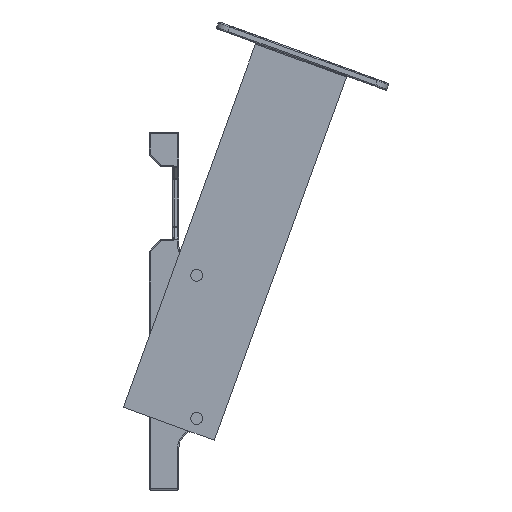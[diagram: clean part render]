
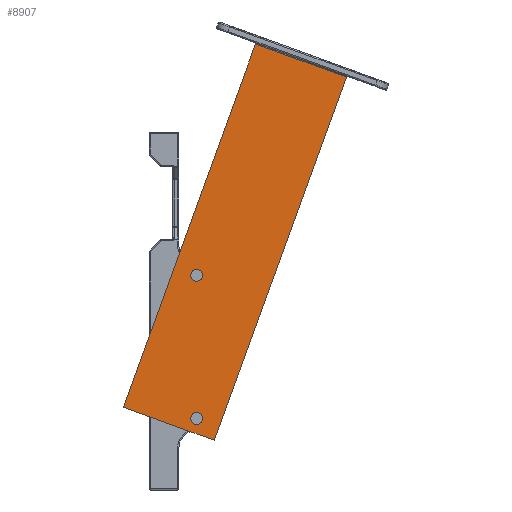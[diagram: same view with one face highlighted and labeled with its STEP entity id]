
A CAD part, left-side view. The second image highlights one B-rep face of the part: STEP entity #8907.
In plain terms, the highlighted face is planar.
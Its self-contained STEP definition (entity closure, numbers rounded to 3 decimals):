
#37 = DIRECTION ( 'NONE',  ( 0., 0., -1. ) ) ;
#169 = EDGE_CURVE ( 'NONE', #5757, #342, #10012, .T. ) ;
#277 = ORIENTED_EDGE ( 'NONE', *, *, #5663, .F. ) ;
#342 = VERTEX_POINT ( 'NONE', #8398 ) ;
#407 = DIRECTION ( 'NONE',  ( 0., 1., 0. ) ) ;
#491 = CARTESIAN_POINT ( 'NONE',  ( 20., 125., -20. ) ) ;
#531 = EDGE_LOOP ( 'NONE', ( #277, #784 ) ) ;
#537 = LINE ( 'NONE', #9644, #6095 ) ;
#573 = CARTESIAN_POINT ( 'NONE',  ( 20., 112.763, 41.042 ) ) ;
#587 = DIRECTION ( 'NONE',  ( 0., 0., -1. ) ) ;
#609 = CIRCLE ( 'NONE', #5169, 5. ) ;
#784 = ORIENTED_EDGE ( 'NONE', *, *, #5838, .F. ) ;
#1196 = VERTEX_POINT ( 'NONE', #8187 ) ;
#1255 = DIRECTION ( 'NONE',  ( 1., 0., 0. ) ) ;
#1361 = ORIENTED_EDGE ( 'NONE', *, *, #2196, .T. ) ;
#1625 = CARTESIAN_POINT ( 'NONE',  ( 20., 125., 61.042 ) ) ;
#1986 = CARTESIAN_POINT ( 'NONE',  ( 20., -199., -20. ) ) ;
#2046 = DIRECTION ( 'NONE',  ( 0., 0., -1. ) ) ;
#2196 = EDGE_CURVE ( 'NONE', #8235, #7756, #537, .T. ) ;
#2255 = AXIS2_PLACEMENT_3D ( 'NONE', #2819, #2715, #3675 ) ;
#2358 = DIRECTION ( 'NONE',  ( 1., 0., 0. ) ) ;
#2715 = DIRECTION ( 'NONE',  ( 1., 0., 0. ) ) ;
#2819 = CARTESIAN_POINT ( 'NONE',  ( 20., 112.763, 41.042 ) ) ;
#2959 = CARTESIAN_POINT ( 'NONE',  ( 20., 125., -20. ) ) ;
#3675 = DIRECTION ( 'NONE',  ( 0., 0., -1. ) ) ;
#4372 = AXIS2_PLACEMENT_3D ( 'NONE', #9370, #1255, #2046 ) ;
#4527 = ORIENTED_EDGE ( 'NONE', *, *, #169, .F. ) ;
#4723 = EDGE_CURVE ( 'NONE', #8235, #5707, #5669, .T. ) ;
#4754 = CARTESIAN_POINT ( 'NONE',  ( 20., -200., 61.042 ) ) ;
#4947 = CARTESIAN_POINT ( 'NONE',  ( 20., 0., 0. ) ) ;
#4956 = CIRCLE ( 'NONE', #2255, 5. ) ;
#5169 = AXIS2_PLACEMENT_3D ( 'NONE', #573, #2358, #8739 ) ;
#5177 = FACE_BOUND ( 'NONE', #9428, .T. ) ;
#5530 = EDGE_CURVE ( 'NONE', #7756, #9815, #6768, .T. ) ;
#5663 = EDGE_CURVE ( 'NONE', #7881, #1196, #609, .T. ) ;
#5669 = LINE ( 'NONE', #4754, #6180 ) ;
#5702 = EDGE_LOOP ( 'NONE', ( #8836, #1361, #9876, #7739 ) ) ;
#5707 = VERTEX_POINT ( 'NONE', #1625 ) ;
#5757 = VERTEX_POINT ( 'NONE', #6652 ) ;
#5838 = EDGE_CURVE ( 'NONE', #1196, #7881, #4956, .T. ) ;
#6095 = VECTOR ( 'NONE', #7850, 1000. ) ;
#6180 = VECTOR ( 'NONE', #10494, 1000. ) ;
#6635 = EDGE_CURVE ( 'NONE', #342, #5757, #9270, .T. ) ;
#6652 = CARTESIAN_POINT ( 'NONE',  ( 20., 0., -5. ) ) ;
#6693 = VECTOR ( 'NONE', #407, 1000. ) ;
#6768 = LINE ( 'NONE', #6882, #6693 ) ;
#6791 = CARTESIAN_POINT ( 'NONE',  ( 20., 0., 0. ) ) ;
#6863 = EDGE_CURVE ( 'NONE', #5707, #9815, #7787, .T. ) ;
#6882 = CARTESIAN_POINT ( 'NONE',  ( 20., -200., -20. ) ) ;
#6937 = FACE_BOUND ( 'NONE', #531, .T. ) ;
#7556 = DIRECTION ( 'NONE',  ( 0., 0., -1. ) ) ;
#7739 = ORIENTED_EDGE ( 'NONE', *, *, #6863, .F. ) ;
#7756 = VERTEX_POINT ( 'NONE', #1986 ) ;
#7787 = LINE ( 'NONE', #2959, #7842 ) ;
#7842 = VECTOR ( 'NONE', #587, 1000. ) ;
#7850 = DIRECTION ( 'NONE',  ( 0., 0., -1. ) ) ;
#7881 = VERTEX_POINT ( 'NONE', #7981 ) ;
#7981 = CARTESIAN_POINT ( 'NONE',  ( 20., 112.763, 36.042 ) ) ;
#8187 = CARTESIAN_POINT ( 'NONE',  ( 20., 112.763, 46.042 ) ) ;
#8235 = VERTEX_POINT ( 'NONE', #8869 ) ;
#8398 = CARTESIAN_POINT ( 'NONE',  ( 20., 0., 5. ) ) ;
#8739 = DIRECTION ( 'NONE',  ( 0., 0., -1. ) ) ;
#8836 = ORIENTED_EDGE ( 'NONE', *, *, #4723, .F. ) ;
#8869 = CARTESIAN_POINT ( 'NONE',  ( 20., -199., 61.042 ) ) ;
#8899 = DIRECTION ( 'NONE',  ( 1., 0., 0. ) ) ;
#8907 = ADVANCED_FACE ( 'NONE', ( #5177, #6937, #10225 ), #9423, .T. ) ;
#8942 = AXIS2_PLACEMENT_3D ( 'NONE', #6791, #9221, #7556 ) ;
#9015 = AXIS2_PLACEMENT_3D ( 'NONE', #4947, #8899, #37 ) ;
#9221 = DIRECTION ( 'NONE',  ( 1., 0., 0. ) ) ;
#9270 = CIRCLE ( 'NONE', #8942, 5. ) ;
#9370 = CARTESIAN_POINT ( 'NONE',  ( 20., -200., -20. ) ) ;
#9423 = PLANE ( 'NONE',  #4372 ) ;
#9428 = EDGE_LOOP ( 'NONE', ( #4527, #9668 ) ) ;
#9644 = CARTESIAN_POINT ( 'NONE',  ( 20., -199., -20. ) ) ;
#9668 = ORIENTED_EDGE ( 'NONE', *, *, #6635, .F. ) ;
#9815 = VERTEX_POINT ( 'NONE', #491 ) ;
#9876 = ORIENTED_EDGE ( 'NONE', *, *, #5530, .T. ) ;
#10012 = CIRCLE ( 'NONE', #9015, 5. ) ;
#10225 = FACE_OUTER_BOUND ( 'NONE', #5702, .T. ) ;
#10494 = DIRECTION ( 'NONE',  ( 0., 1., 0. ) ) ;
